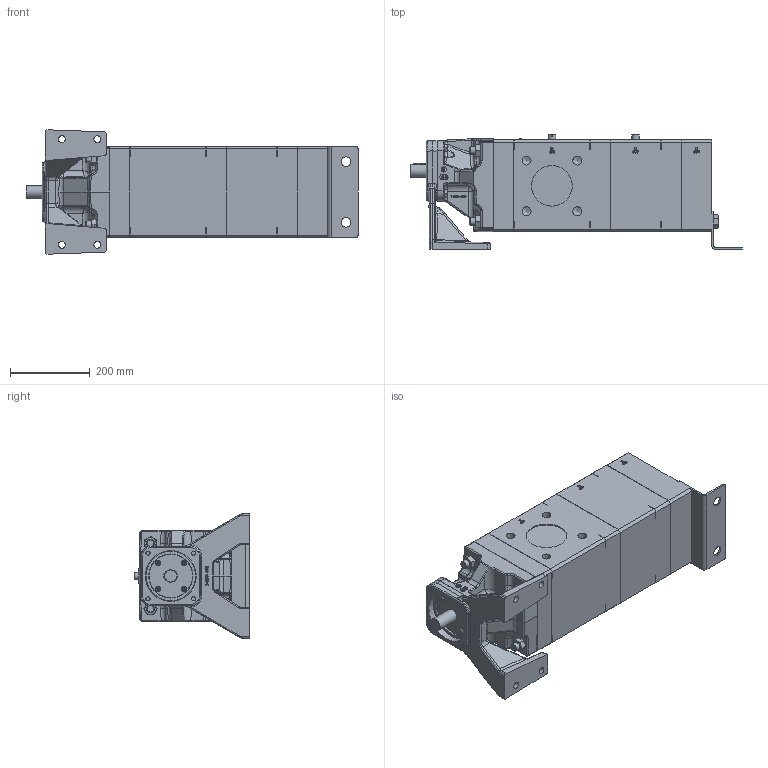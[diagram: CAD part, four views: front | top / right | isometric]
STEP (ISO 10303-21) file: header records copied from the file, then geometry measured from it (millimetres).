
FILE_DESCRIPTION (( 'STEP AP214' ), '1' );
FILE_NAME ('GPV-1460-003-U.STEP', '2016-09-15T20:52:45', ( '' ), ( '' ), 'SwSTEP 2.0', 'SolidWorks 2015', '' );
FILE_SCHEMA (( 'AUTOMOTIVE_DESIGN' ));
Length unit declared in the file: inch
Products named in the file (1): GPV-1460-003-U
Bounding box: 831.58 x 287.68 x 311.33 mm (x, y, z)
Volume: 33919548.3 mm3; surface area: 1397274 mm2
Topology: 1 solids, 1 shells, 2362 faces, 5953 edges, 3832 vertices
Faces by surface type: plane 1395, bspline 546, cylinder 286, cone 109, sphere 26
Full cylindrical faces by diameter (mm): 3.175 x2, 10.716 x4, 11.139 x4, 11.146 x14, 12.7 x2, 13.894 x4, 17.526 x4, 19.05 x10, 20.65 x12, 21.438 x4, 22.225 x8, 24.13 x2, 31.737 x1, 101.6 x2, 109.22 x1, 126.975 x1, 127.089 x1, 190.5 x4
Entity records: 189622 total; most frequent: CARTESIAN_POINT 118299, ORIENTED_EDGE 11386, DIRECTION 8628, EDGE_CURVE 5693, VECTOR 3800, LINE 3800, VERTEX_POINT 3767, EDGE_LOOP 2848
